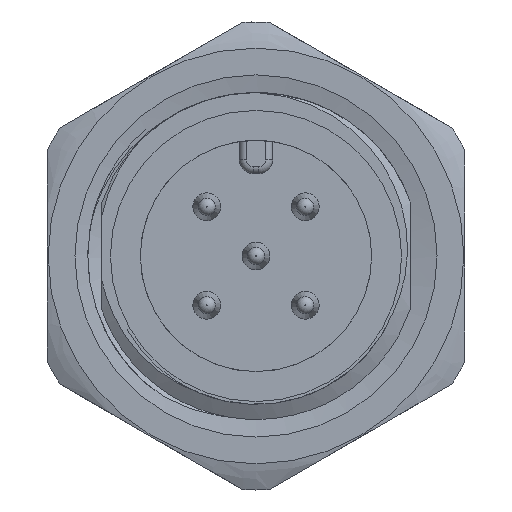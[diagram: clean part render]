
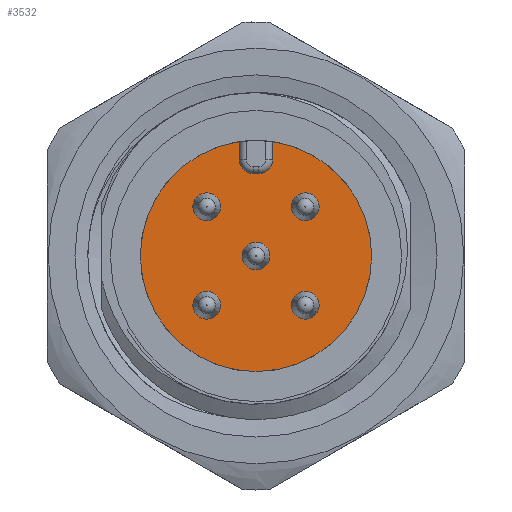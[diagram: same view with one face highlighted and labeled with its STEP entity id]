
A CAD part, front view. The second image highlights one B-rep face of the part: STEP entity #3532.
In plain terms, the highlighted planar face has unit normal (0, -1, 0).
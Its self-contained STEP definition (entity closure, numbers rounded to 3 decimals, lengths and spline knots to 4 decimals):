
#266=PLANE('',#3896);
#365=CIRCLE('',#3894,4.15);
#367=CIRCLE('',#3897,0.5);
#368=CIRCLE('',#3898,0.5);
#369=CIRCLE('',#3899,0.5);
#370=CIRCLE('',#3900,0.5);
#371=CIRCLE('',#3901,0.5);
#372=CIRCLE('',#3902,0.5);
#373=CIRCLE('',#3903,0.5);
#1117=ORIENTED_EDGE('',*,*,#1792,.T.);
#1118=ORIENTED_EDGE('',*,*,#1793,.T.);
#1119=ORIENTED_EDGE('',*,*,#1794,.T.);
#1120=ORIENTED_EDGE('',*,*,#1795,.T.);
#1121=ORIENTED_EDGE('',*,*,#1796,.T.);
#1122=ORIENTED_EDGE('',*,*,#1797,.F.);
#1123=ORIENTED_EDGE('',*,*,#1786,.F.);
#1124=ORIENTED_EDGE('',*,*,#1798,.F.);
#1125=ORIENTED_EDGE('',*,*,#1799,.F.);
#1126=ORIENTED_EDGE('',*,*,#1800,.F.);
#1127=ORIENTED_EDGE('',*,*,#1801,.F.);
#1786=EDGE_CURVE('',#2175,#2176,#365,.T.);
#1792=EDGE_CURVE('',#2181,#2181,#367,.T.);
#1793=EDGE_CURVE('',#2182,#2182,#368,.T.);
#1794=EDGE_CURVE('',#2183,#2183,#369,.T.);
#1795=EDGE_CURVE('',#2184,#2184,#370,.T.);
#1796=EDGE_CURVE('',#2185,#2185,#371,.T.);
#1797=EDGE_CURVE('',#2176,#2186,#2418,.T.);
#1798=EDGE_CURVE('',#2187,#2175,#2419,.T.);
#1799=EDGE_CURVE('',#2188,#2187,#372,.T.);
#1800=EDGE_CURVE('',#2189,#2188,#2420,.T.);
#1801=EDGE_CURVE('',#2186,#2189,#373,.T.);
#2175=VERTEX_POINT('',#39211);
#2176=VERTEX_POINT('',#39212);
#2181=VERTEX_POINT('',#39230);
#2182=VERTEX_POINT('',#39232);
#2183=VERTEX_POINT('',#39234);
#2184=VERTEX_POINT('',#39236);
#2185=VERTEX_POINT('',#39238);
#2186=VERTEX_POINT('',#39240);
#2187=VERTEX_POINT('',#39242);
#2188=VERTEX_POINT('',#39244);
#2189=VERTEX_POINT('',#39246);
#2418=LINE('',#39239,#2563);
#2419=LINE('',#39241,#2564);
#2420=LINE('',#39245,#2565);
#2563=VECTOR('',#4576,1000.);
#2564=VECTOR('',#4577,1000.);
#2565=VECTOR('',#4580,1000.);
#2752=EDGE_LOOP('',(#1117));
#2753=EDGE_LOOP('',(#1118));
#2754=EDGE_LOOP('',(#1119));
#2755=EDGE_LOOP('',(#1120));
#2756=EDGE_LOOP('',(#1121));
#2757=EDGE_LOOP('',(#1122,#1123,#1124,#1125,#1126,#1127));
#3106=FACE_BOUND('',#2752,.T.);
#3107=FACE_BOUND('',#2753,.T.);
#3108=FACE_BOUND('',#2754,.T.);
#3109=FACE_BOUND('',#2755,.T.);
#3110=FACE_BOUND('',#2756,.T.);
#3111=FACE_BOUND('',#2757,.T.);
#3532=ADVANCED_FACE('',(#3106,#3107,#3108,#3109,#3110,#3111),#266,.F.);
#3894=AXIS2_PLACEMENT_3D('',#39210,#4558,#4559);
#3896=AXIS2_PLACEMENT_3D('',#39228,#4564,#4565);
#3897=AXIS2_PLACEMENT_3D('',#39229,#4566,#4567);
#3898=AXIS2_PLACEMENT_3D('',#39231,#4568,#4569);
#3899=AXIS2_PLACEMENT_3D('',#39233,#4570,#4571);
#3900=AXIS2_PLACEMENT_3D('',#39235,#4572,#4573);
#3901=AXIS2_PLACEMENT_3D('',#39237,#4574,#4575);
#3902=AXIS2_PLACEMENT_3D('',#39243,#4578,#4579);
#3903=AXIS2_PLACEMENT_3D('',#39247,#4581,#4582);
#4558=DIRECTION('',(0.,1.,0.));
#4559=DIRECTION('',(1.,0.,0.));
#4564=DIRECTION('',(0.,1.,0.));
#4565=DIRECTION('',(0.,0.,1.));
#4566=DIRECTION('',(0.,1.,0.));
#4567=DIRECTION('',(1.,0.,0.));
#4568=DIRECTION('',(0.,1.,0.));
#4569=DIRECTION('',(1.,0.,0.));
#4570=DIRECTION('',(0.,1.,0.));
#4571=DIRECTION('',(1.,0.,0.));
#4572=DIRECTION('',(0.,1.,0.));
#4573=DIRECTION('',(1.,0.,0.));
#4574=DIRECTION('',(0.,1.,0.));
#4575=DIRECTION('',(1.,0.,0.));
#4576=DIRECTION('',(0.,0.,-1.));
#4577=DIRECTION('',(0.,0.,1.));
#4578=DIRECTION('',(0.,-1.,0.));
#4579=DIRECTION('',(-1.,0.,0.));
#4580=DIRECTION('',(1.,0.,0.));
#4581=DIRECTION('',(0.,-1.,0.));
#4582=DIRECTION('',(1.,0.,0.));
#39210=CARTESIAN_POINT('',(0.,8.9,0.));
#39211=CARTESIAN_POINT('',(0.6,8.9,4.1064));
#39212=CARTESIAN_POINT('',(-0.6,8.9,4.1064));
#39228=CARTESIAN_POINT('',(0.,8.9,0.));
#39229=CARTESIAN_POINT('',(0.,8.9,0.));
#39230=CARTESIAN_POINT('',(0.5,8.9,0.));
#39231=CARTESIAN_POINT('',(-1.7678,8.9,-1.7678));
#39232=CARTESIAN_POINT('',(-1.2678,8.9,-1.7678));
#39233=CARTESIAN_POINT('',(-1.7678,8.9,1.7678));
#39234=CARTESIAN_POINT('',(-1.2678,8.9,1.7678));
#39235=CARTESIAN_POINT('',(1.7678,8.9,1.7678));
#39236=CARTESIAN_POINT('',(2.2678,8.9,1.7678));
#39237=CARTESIAN_POINT('',(1.7678,8.9,-1.7678));
#39238=CARTESIAN_POINT('',(2.2678,8.9,-1.7678));
#39239=CARTESIAN_POINT('',(-0.6,8.9,4.1064));
#39240=CARTESIAN_POINT('',(-0.6,8.9,3.45));
#39241=CARTESIAN_POINT('',(0.6,8.9,3.45));
#39242=CARTESIAN_POINT('',(0.6,8.9,3.45));
#39243=CARTESIAN_POINT('',(0.1,8.9,3.45));
#39244=CARTESIAN_POINT('',(0.1,8.9,2.95));
#39245=CARTESIAN_POINT('',(-0.1,8.9,2.95));
#39246=CARTESIAN_POINT('',(-0.1,8.9,2.95));
#39247=CARTESIAN_POINT('',(-0.1,8.9,3.45));
